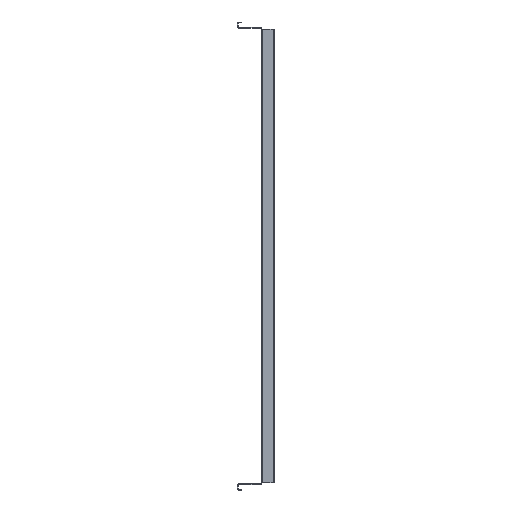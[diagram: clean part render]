
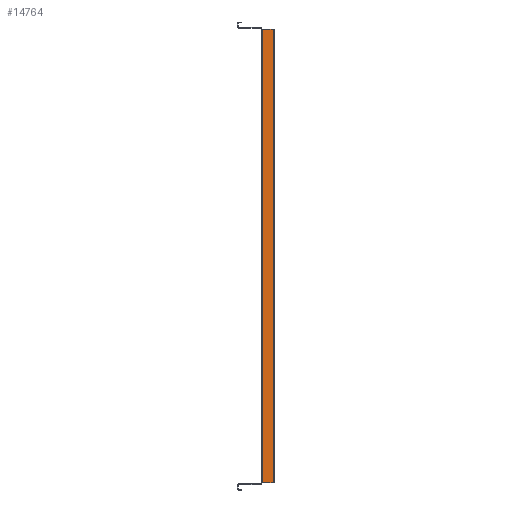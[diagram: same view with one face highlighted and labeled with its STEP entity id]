
A CAD part, left-side view. The second image highlights one B-rep face of the part: STEP entity #14764.
In plain terms, the highlighted planar face has unit normal (-1, 0, 0).
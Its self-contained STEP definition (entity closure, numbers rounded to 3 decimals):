
#1692 = CARTESIAN_POINT ( 'NONE',  ( -380., -4., -543. ) ) ;
#1742 = ORIENTED_EDGE ( 'NONE', *, *, #21652, .T. ) ;
#2004 = DIRECTION ( 'NONE',  ( 0., -1., 0. ) ) ;
#4721 = CARTESIAN_POINT ( 'NONE',  ( -380., 0., 0. ) ) ;
#4828 = DIRECTION ( 'NONE',  ( 0., 0., -1. ) ) ;
#5188 = CARTESIAN_POINT ( 'NONE',  ( -380., -4., 0. ) ) ;
#5830 = ORIENTED_EDGE ( 'NONE', *, *, #17613, .T. ) ;
#6264 = CARTESIAN_POINT ( 'NONE',  ( -380., -4., 543. ) ) ;
#6416 = CARTESIAN_POINT ( 'NONE',  ( -380., -29., 543. ) ) ;
#6928 = CARTESIAN_POINT ( 'NONE',  ( -380., 0., 543. ) ) ;
#7566 = VECTOR ( 'NONE', #20777, 1000. ) ;
#9735 = CARTESIAN_POINT ( 'NONE',  ( -380., 0., -543. ) ) ;
#9815 = EDGE_LOOP ( 'NONE', ( #27462, #5830, #1742, #12947 ) ) ;
#11001 = LINE ( 'NONE', #5188, #19029 ) ;
#12562 = LINE ( 'NONE', #31431, #17005 ) ;
#12947 = ORIENTED_EDGE ( 'NONE', *, *, #15665, .T. ) ;
#14764 = ADVANCED_FACE ( 'NONE', ( #18519 ), #29576, .T. ) ;
#15665 = EDGE_CURVE ( 'NONE', #15860, #21229, #11001, .T. ) ;
#15788 = DIRECTION ( 'NONE',  ( -1., 0., 0. ) ) ;
#15860 = VERTEX_POINT ( 'NONE', #6264 ) ;
#17005 = VECTOR ( 'NONE', #18184, 1000. ) ;
#17430 = VERTEX_POINT ( 'NONE', #6416 ) ;
#17613 = EDGE_CURVE ( 'NONE', #21530, #17430, #12562, .T. ) ;
#18184 = DIRECTION ( 'NONE',  ( 0., 0., 1. ) ) ;
#18240 = LINE ( 'NONE', #9735, #7566 ) ;
#18519 = FACE_OUTER_BOUND ( 'NONE', #9815, .T. ) ;
#18823 = DIRECTION ( 'NONE',  ( 0., 1., 0. ) ) ;
#19029 = VECTOR ( 'NONE', #4828, 1000. ) ;
#20667 = AXIS2_PLACEMENT_3D ( 'NONE', #4721, #15788, #2004 ) ;
#20777 = DIRECTION ( 'NONE',  ( 0., -1., 0. ) ) ;
#20788 = EDGE_CURVE ( 'NONE', #21229, #21530, #18240, .T. ) ;
#20870 = LINE ( 'NONE', #6928, #27894 ) ;
#21229 = VERTEX_POINT ( 'NONE', #1692 ) ;
#21530 = VERTEX_POINT ( 'NONE', #31036 ) ;
#21652 = EDGE_CURVE ( 'NONE', #17430, #15860, #20870, .T. ) ;
#27462 = ORIENTED_EDGE ( 'NONE', *, *, #20788, .T. ) ;
#27894 = VECTOR ( 'NONE', #18823, 1000. ) ;
#29576 = PLANE ( 'NONE',  #20667 ) ;
#31036 = CARTESIAN_POINT ( 'NONE',  ( -380., -29., -543. ) ) ;
#31431 = CARTESIAN_POINT ( 'NONE',  ( -380., -29., -543. ) ) ;
